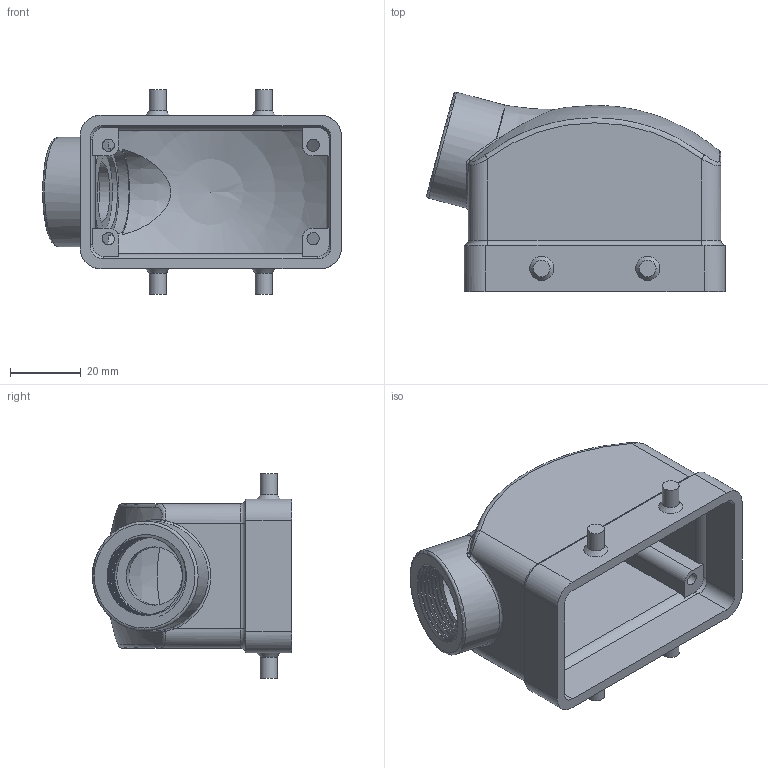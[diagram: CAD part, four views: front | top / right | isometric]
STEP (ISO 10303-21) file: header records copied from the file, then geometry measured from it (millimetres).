
FILE_DESCRIPTION (( 'STEP AP214' ), '1' );
FILE_NAME ('ZP-MC10B-2-DSE16M.STEP', '2011-11-21T14:26:15', ( '.adc' ), ( '' ), 'SwSTEP 2.0', 'SolidWorks 2011', '' );
FILE_SCHEMA (( 'AUTOMOTIVE_DESIGN' ));
Length unit declared in the file: millimetre
Products named in the file (1): ZP-MC10B-2-DSE16M
Bounding box: 84.58 x 56.41 x 58 mm (x, y, z)
Volume: 43129.2 mm3; surface area: 28874.7 mm2
Topology: 2 solids, 2 shells, 133 faces, 357 edges, 230 vertices
Faces by surface type: cylinder 47, plane 46, torus 13, bspline 13, sphere 8, cone 6
Full cylindrical faces by diameter (mm): 3.5 x4, 4.752 x4, 16.5 x1, 22 x7, 31 x1
Entity records: 7093 total; most frequent: CARTESIAN_POINT 2901, ORIENTED_EDGE 612, DIRECTION 572, EDGE_CURVE 306, AXIS2_PLACEMENT_3D 240, VERTEX_POINT 204, EDGE_LOOP 156, FACE_OUTER_BOUND 140
